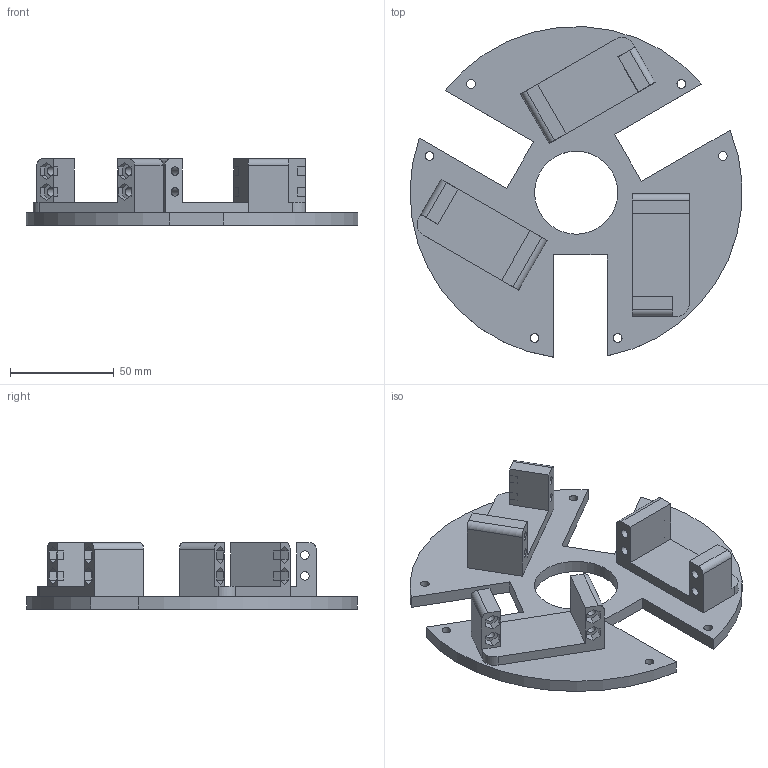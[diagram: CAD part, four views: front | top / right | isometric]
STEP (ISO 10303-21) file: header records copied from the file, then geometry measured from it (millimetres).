
FILE_DESCRIPTION(/* description */ (''),/* implementation_level */ '2;1');
FILE_NAME(/* name */ 'Base !.step',/* time_stamp */ '2025-07-31T19:47:32+05:30',/* author */ (''),/* organization */ (''),/* preprocessor_version */ 'ST-DEVELOPER v20.1',/* originating_system */ 'Autodesk Translation Framework v14.10.0.0',/* authorisation */ '');
FILE_SCHEMA (('AUTOMOTIVE_DESIGN { 1 0 10303 214 3 1 1 }'));
Length unit declared in the file: millimetre
Products named in the file (1): Base_3
Bounding box: 159.83 x 159.12 x 31.9 mm (x, y, z)
Volume: 135559.4 mm3; surface area: 50300.3 mm2
Topology: 1 solids, 1 shells, 156 faces, 417 edges, 278 vertices
Faces by surface type: plane 125, cylinder 31
Full cylindrical faces by diameter (mm): 4.2 x18, 40 x1
Entity records: 4939 total; most frequent: CARTESIAN_POINT 852, ORIENTED_EDGE 834, DIRECTION 793, EDGE_CURVE 417, LINE 355, VECTOR 355, VERTEX_POINT 278, AXIS2_PLACEMENT_3D 219
